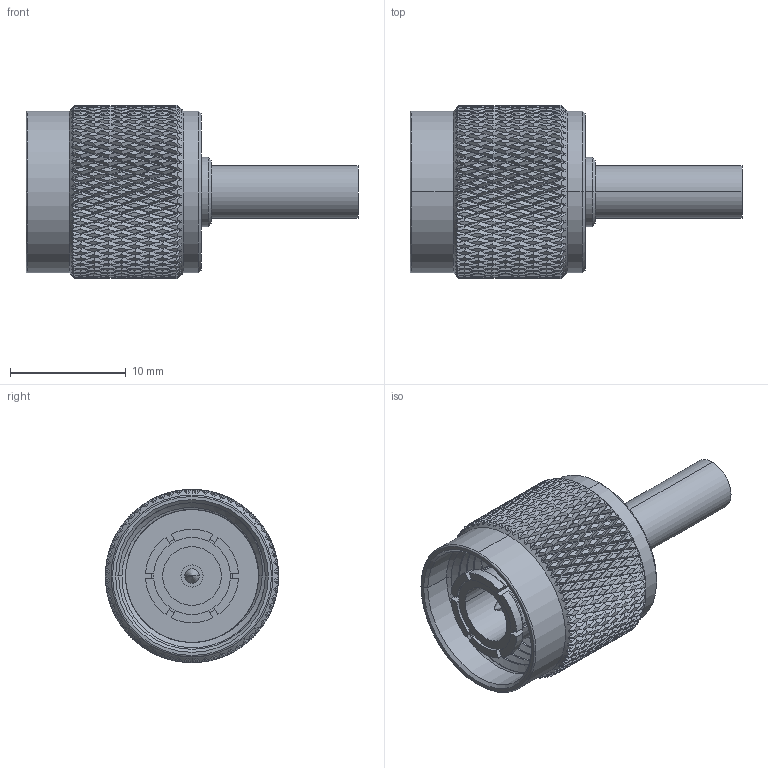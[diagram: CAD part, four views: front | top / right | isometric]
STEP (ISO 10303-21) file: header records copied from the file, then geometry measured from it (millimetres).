
FILE_DESCRIPTION (( 'STEP AP214' ), '1' );
FILE_NAME ('LCCN45928_3D.step', '2023-05-09T22:27:58', ( '' ), ( '' ), 'SwSTEP 2.0', 'SolidWorks 2022', '' );
FILE_SCHEMA (( 'AUTOMOTIVE_DESIGN' ));
Length unit declared in the file: inch
Products named in the file (1): LCCN45928_3D
Bounding box: 28.74 x 14.99 x 14.99 mm (x, y, z)
Volume: 1804.2 mm3; surface area: 2604 mm2
Topology: 3 solids, 3 shells, 2781 faces, 5853 edges, 3088 vertices
Faces by surface type: bspline 2163, cylinder 550, plane 41, cone 25, torus 2
Entity records: 146852 total; most frequent: CARTESIAN_POINT 75248, ORIENTED_EDGE 11706, EDGE_CURVE 5853, VERTEX_POINT 3088, EDGE_LOOP 2797, UNCERTAINTY_MEASURE_WITH_UNIT 2786, LENGTH_MEASURE_WITH_UNIT 2786, DIMENSIONAL_EXPONENTS 2786
